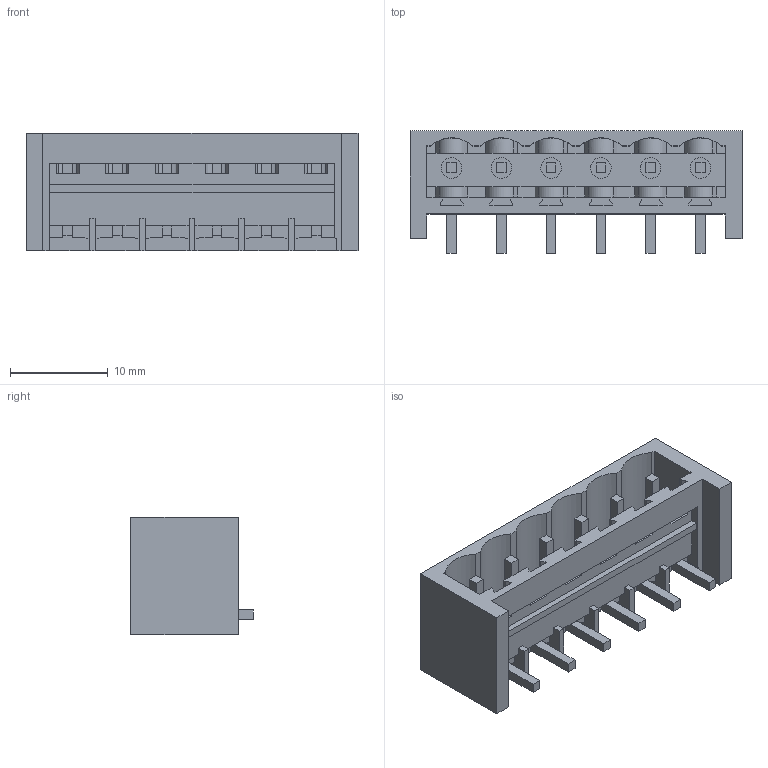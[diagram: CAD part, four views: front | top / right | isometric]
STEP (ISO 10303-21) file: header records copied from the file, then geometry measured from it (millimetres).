
FILE_DESCRIPTION(('CATIA V5 STEP Exchange','CAx-IF Rec.Pracs.--- Model Styling and Organization---1.2---2011-12-15'),'2;1');
FILE_NAME ('D1458287_0', '2017-07-10T14:01:53+00:00', ('none'), ('Weidmueller'), 'CATIA Version 5-6 Release 2014', 'CATIA V5 STEP AP214', 'none');
FILE_SCHEMA(('AUTOMOTIVE_DESIGN { 1 0 10303 214 1 1 1 1 }'));
Length unit declared in the file: millimetre
Products named in the file (1): 1877630000
Bounding box: 33.88 x 12.5 x 12 mm (x, y, z)
Volume: 1568.3 mm3; surface area: 3375.1 mm2
Topology: 7 solids, 7 shells, 346 faces, 1074 edges, 732 vertices
Faces by surface type: plane 292, cylinder 54
Entity records: 11099 total; most frequent: ORIENTED_EDGE 2148, CARTESIAN_POINT 2095, DIRECTION 1428, EDGE_CURVE 1074, VECTOR 923, LINE 923, VERTEX_POINT 732, EDGE_LOOP 360
